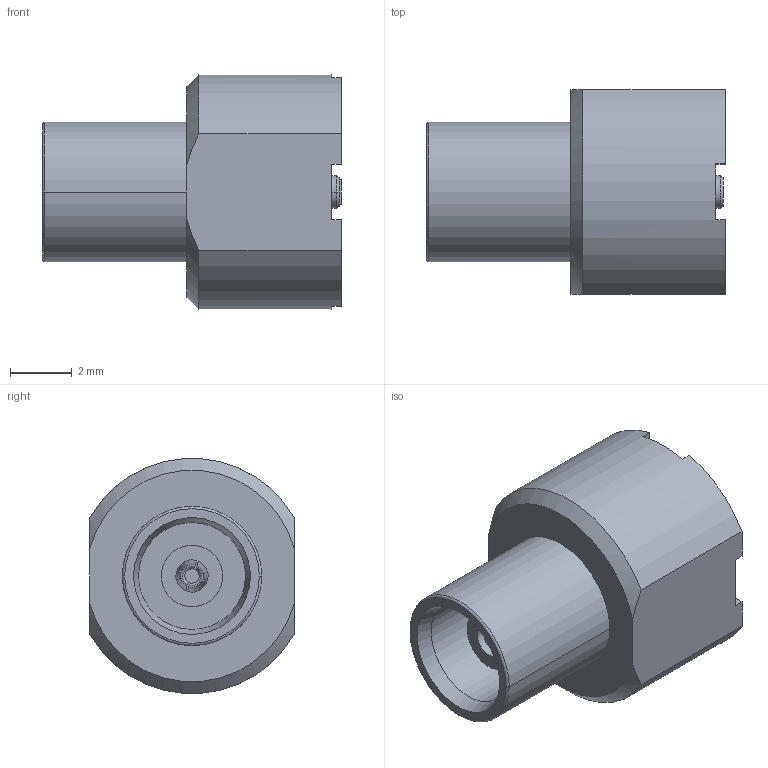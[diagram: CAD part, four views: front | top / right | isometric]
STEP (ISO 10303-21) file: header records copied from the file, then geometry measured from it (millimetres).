
FILE_DESCRIPTION (( 'STEP AP214' ), '1' );
FILE_NAME ('RFPCB-MCX-FS-3G-113_3D.step', '2023-03-17T15:12:18', ( '' ), ( '' ), 'SwSTEP 2.0', 'SolidWorks 2022', '' );
FILE_SCHEMA (( 'AUTOMOTIVE_DESIGN' ));
Length unit declared in the file: inch
Products named in the file (1): RFPCB-MCX-FS-3G-113_3D
Bounding box: 9.65 x 6.6 x 7.57 mm (x, y, z)
Volume: 248.4 mm3; surface area: 343.1 mm2
Topology: 1 solids, 1 shells, 77 faces, 202 edges, 132 vertices
Faces by surface type: plane 45, cylinder 18, cone 12, torus 2
Entity records: 2464 total; most frequent: CARTESIAN_POINT 510, ORIENTED_EDGE 404, DIRECTION 398, EDGE_CURVE 202, AXIS2_PLACEMENT_3D 144, VERTEX_POINT 132, LINE 110, VECTOR 110
